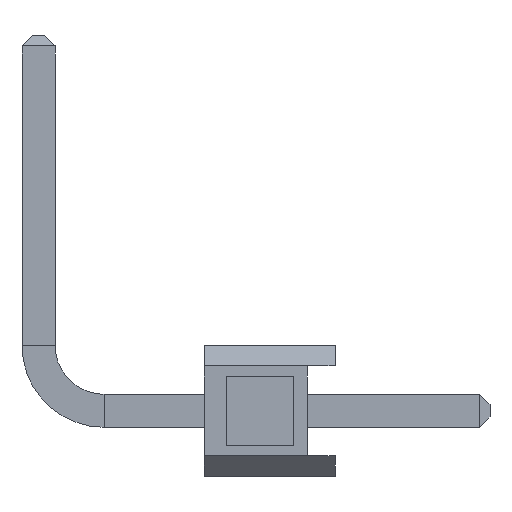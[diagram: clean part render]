
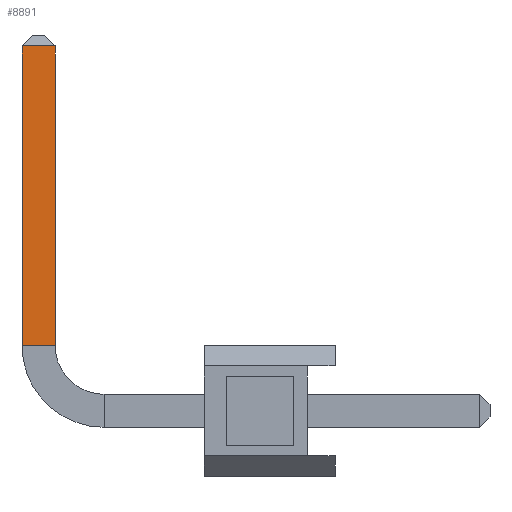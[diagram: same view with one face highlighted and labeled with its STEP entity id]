
A CAD part, left-side view. The second image highlights one B-rep face of the part: STEP entity #8891.
In plain terms, the highlighted planar face has unit normal (-1, 0, 0).
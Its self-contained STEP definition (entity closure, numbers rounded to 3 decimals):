
#306 = CARTESIAN_POINT ( 'NONE',  ( -0.32, 6.07, 1.27 ) ) ;
#1197 = VECTOR ( 'NONE', #4138, 1000. ) ;
#1443 = CARTESIAN_POINT ( 'NONE',  ( -0.32, 5.43, 1.27 ) ) ;
#1770 = ORIENTED_EDGE ( 'NONE', *, *, #11099, .T. ) ;
#1852 = VERTEX_POINT ( 'NONE', #8052 ) ;
#2266 = PLANE ( 'NONE',  #11467 ) ;
#2835 = VECTOR ( 'NONE', #7731, 1000. ) ;
#3065 = LINE ( 'NONE', #12615, #4752 ) ;
#3208 = EDGE_CURVE ( 'NONE', #1852, #12573, #10595, .T. ) ;
#3473 = ORIENTED_EDGE ( 'NONE', *, *, #6042, .F. ) ;
#3709 = FACE_OUTER_BOUND ( 'NONE', #7937, .T. ) ;
#4138 = DIRECTION ( 'NONE',  ( 0., -1., 0. ) ) ;
#4752 = VECTOR ( 'NONE', #12748, 1000. ) ;
#5719 = LINE ( 'NONE', #8726, #2835 ) ;
#5752 = EDGE_CURVE ( 'NONE', #12573, #9279, #8848, .T. ) ;
#6042 = EDGE_CURVE ( 'NONE', #1852, #10218, #5719, .T. ) ;
#7122 = CARTESIAN_POINT ( 'NONE',  ( -0.32, 6.07, 1.27 ) ) ;
#7254 = DIRECTION ( 'NONE',  ( -1., 0., 0. ) ) ;
#7297 = DIRECTION ( 'NONE',  ( 0., -1., 0. ) ) ;
#7731 = DIRECTION ( 'NONE',  ( 0., 0., 1. ) ) ;
#7937 = EDGE_LOOP ( 'NONE', ( #11765, #1770, #3473, #9508 ) ) ;
#8052 = CARTESIAN_POINT ( 'NONE',  ( -0.32, 6.07, 1.27 ) ) ;
#8214 = CARTESIAN_POINT ( 'NONE',  ( -0.32, 5.43, 1.27 ) ) ;
#8514 = CARTESIAN_POINT ( 'NONE',  ( -0.32, 6.07, 7.07 ) ) ;
#8726 = CARTESIAN_POINT ( 'NONE',  ( -0.32, 6.07, 1.27 ) ) ;
#8848 = LINE ( 'NONE', #1443, #11006 ) ;
#8891 = ADVANCED_FACE ( 'NONE', ( #3709 ), #2266, .T. ) ;
#9279 = VERTEX_POINT ( 'NONE', #10748 ) ;
#9300 = DIRECTION ( 'NONE',  ( 0., 0., 1. ) ) ;
#9508 = ORIENTED_EDGE ( 'NONE', *, *, #3208, .T. ) ;
#10218 = VERTEX_POINT ( 'NONE', #8514 ) ;
#10595 = LINE ( 'NONE', #7122, #1197 ) ;
#10748 = CARTESIAN_POINT ( 'NONE',  ( -0.32, 5.43, 7.07 ) ) ;
#11006 = VECTOR ( 'NONE', #9300, 1000. ) ;
#11099 = EDGE_CURVE ( 'NONE', #9279, #10218, #3065, .T. ) ;
#11467 = AXIS2_PLACEMENT_3D ( 'NONE', #306, #7254, #7297 ) ;
#11765 = ORIENTED_EDGE ( 'NONE', *, *, #5752, .T. ) ;
#12573 = VERTEX_POINT ( 'NONE', #8214 ) ;
#12615 = CARTESIAN_POINT ( 'NONE',  ( -0.32, 6.07, 7.07 ) ) ;
#12748 = DIRECTION ( 'NONE',  ( 0., 1., 0. ) ) ;
